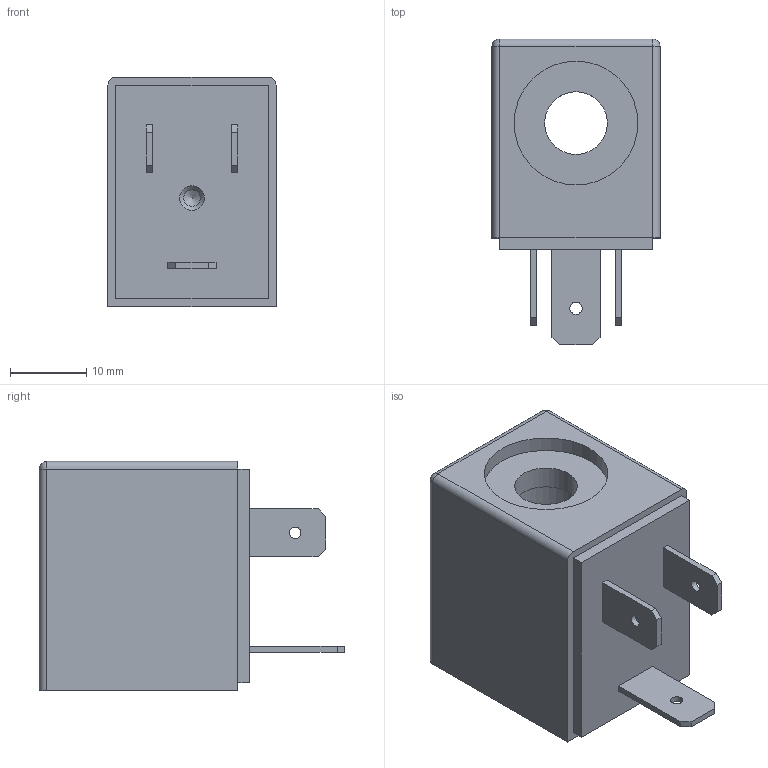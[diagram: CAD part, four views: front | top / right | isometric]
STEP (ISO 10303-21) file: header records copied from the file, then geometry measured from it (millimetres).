
FILE_DESCRIPTION(/* description */ ('AVVOLGIMENTO 22 mm'),/* implementation_level */ '2;1');
FILE_NAME(/* name */ 'MB.stp',/* time_stamp */ '2015-02-13T13:47:01+01:00',/* author */ ('maniean1'),/* organization */ ('Pneumax S.p.A.'),/* preprocessor_version */ 'ST-DEVELOPER v15.2',/* originating_system */ 'Autodesk Inventor 2014',/* authorisation */ '');
FILE_SCHEMA (('AUTOMOTIVE_DESIGN { 1 0 10303 214 3 1 1 }'));
Length unit declared in the file: millimetre
Products named in the file (1): MB
Bounding box: 22 x 40 x 30 mm (x, y, z)
Volume: 15496.8 mm3; surface area: 5466.4 mm2
Topology: 1 solids, 1 shells, 50 faces, 122 edges, 78 vertices
Faces by surface type: plane 34, cylinder 12, sphere 2, cone 2
Full cylindrical faces by diameter (mm): 1.5 x2, 1.6 x1, 2.156 x1, 8.2 x1, 10.2 x1, 16.2 x1
Entity records: 1452 total; most frequent: DIRECTION 235, CARTESIAN_POINT 234, ORIENTED_EDGE 216, EDGE_CURVE 108, LINE 83, VECTOR 83, AXIS2_PLACEMENT_3D 76, VERTEX_POINT 75
